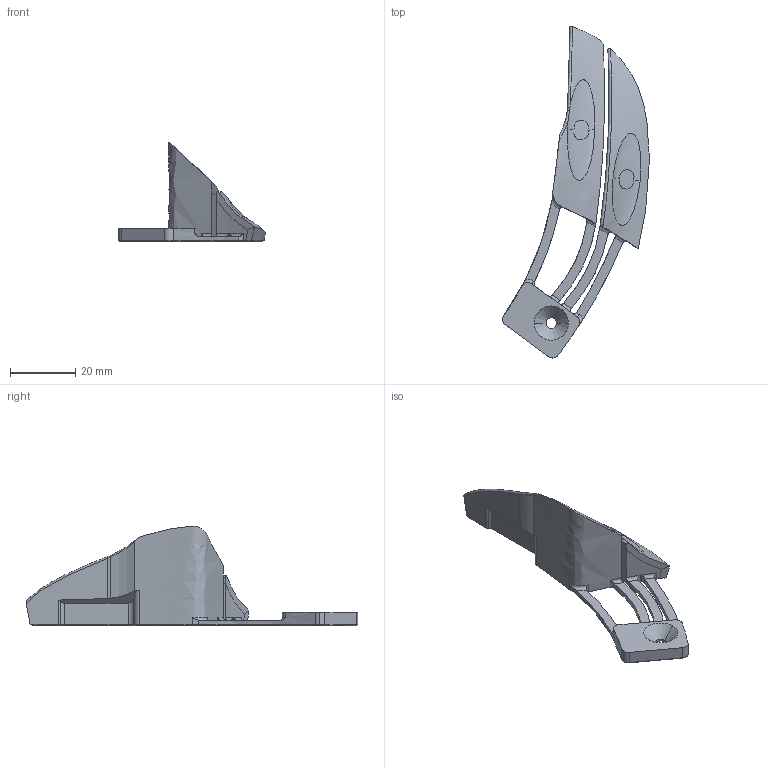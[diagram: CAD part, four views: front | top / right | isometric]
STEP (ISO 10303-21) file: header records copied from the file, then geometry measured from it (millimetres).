
FILE_DESCRIPTION(('HOOPS Exchange Step'),'2;1');
FILE_NAME('SecondaryButtons-40-nl.STEP','2024-05-15T09:56:33+08:00',('Hanzhong'),('Unknown organisation'),'HOOPS Exchange 2024.2','HOOPS Exchange','Unknown authorisation');
FILE_SCHEMA( ('AP203_CONFIGURATION_CONTROLLED_3D_DESIGN_OF_MECHANICAL_PARTS_AND_ASSEMBLIES_MIM_LF') );
Length unit declared in the file: millimetre
Products named in the file (1): Solid 1176
Bounding box: 45.07 x 101.88 x 30.66 mm (x, y, z)
Volume: 18191.6 mm3; surface area: 8012.3 mm2
Topology: 1 solids, 1 shells, 116 faces, 332 edges, 216 vertices
Faces by surface type: bspline 41, cylinder 39, plane 17, cone 16, torus 3
Entity records: 13204 total; most frequent: CARTESIAN_POINT 10519, ORIENTED_EDGE 662, DIRECTION 406, EDGE_CURVE 331, VERTEX_POINT 216, B_SPLINE_CURVE_WITH_KNOTS 158, AXIS2_PLACEMENT_3D 157, EDGE_LOOP 121
